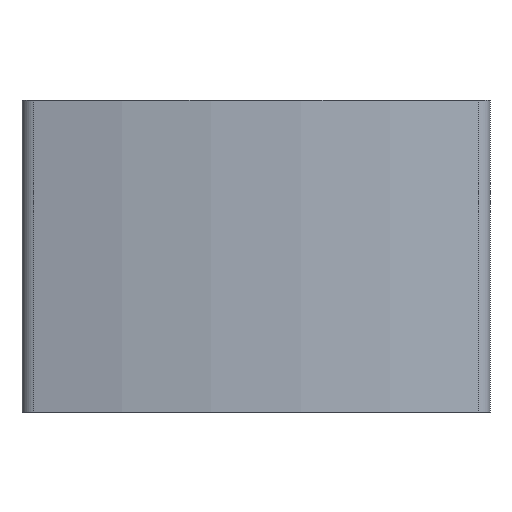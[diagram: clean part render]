
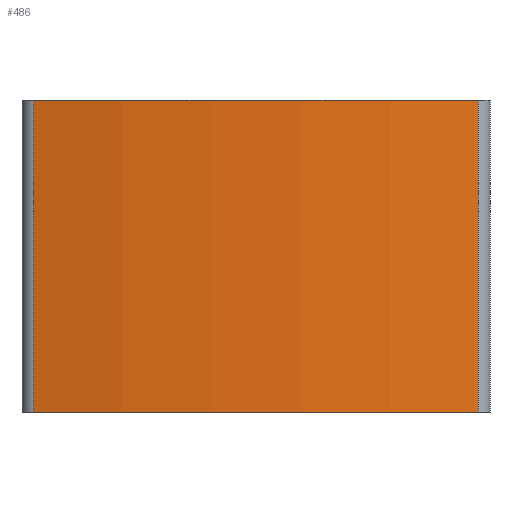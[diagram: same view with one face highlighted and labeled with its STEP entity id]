
A CAD part, front view. The second image highlights one B-rep face of the part: STEP entity #486.
In plain terms, the highlighted cylindrical face has radius 28.625 mm (diameter 57.25 mm), a partial arc.
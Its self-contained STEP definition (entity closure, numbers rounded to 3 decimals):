
#39=FACE_OUTER_BOUND('',#65,.T.);
#65=EDGE_LOOP('',(#402,#403,#404,#405));
#115=LINE('',#840,#161);
#117=LINE('',#843,#163);
#161=VECTOR('',#678,10.);
#163=VECTOR('',#682,10.);
#179=CIRCLE('',#525,28.625);
#194=CIRCLE('',#543,28.625);
#210=VERTEX_POINT('',#748);
#211=VERTEX_POINT('',#750);
#238=VERTEX_POINT('',#811);
#239=VERTEX_POINT('',#813);
#260=EDGE_CURVE('',#210,#211,#179,.T.);
#292=EDGE_CURVE('',#238,#239,#194,.T.);
#307=EDGE_CURVE('',#239,#210,#115,.T.);
#309=EDGE_CURVE('',#211,#238,#117,.T.);
#402=ORIENTED_EDGE('',*,*,#307,.F.);
#403=ORIENTED_EDGE('',*,*,#292,.F.);
#404=ORIENTED_EDGE('',*,*,#309,.F.);
#405=ORIENTED_EDGE('',*,*,#260,.F.);
#470=CYLINDRICAL_SURFACE('',#552,28.625);
#486=ADVANCED_FACE('',(#39),#470,.T.);
#525=AXIS2_PLACEMENT_3D('',#751,#596,#597);
#543=AXIS2_PLACEMENT_3D('',#814,#649,#650);
#552=AXIS2_PLACEMENT_3D('',#842,#680,#681);
#596=DIRECTION('center_axis',(0.,0.,-1.));
#597=DIRECTION('ref_axis',(-0.262,-0.965,0.));
#649=DIRECTION('center_axis',(0.,0.,1.));
#650=DIRECTION('ref_axis',(-0.262,-0.965,0.));
#678=DIRECTION('',(0.,0.,-1.));
#680=DIRECTION('center_axis',(0.,0.,1.));
#681=DIRECTION('ref_axis',(-0.262,-0.965,0.));
#682=DIRECTION('',(0.,0.,1.));
#748=CARTESIAN_POINT('',(7.124,7.137,-5.));
#750=CARTESIAN_POINT('',(-7.124,7.137,-5.));
#751=CARTESIAN_POINT('Origin',(0.,34.862,-5.));
#811=CARTESIAN_POINT('',(-7.124,7.137,5.));
#813=CARTESIAN_POINT('',(7.124,7.137,5.));
#814=CARTESIAN_POINT('Origin',(0.,34.862,5.));
#840=CARTESIAN_POINT('',(7.124,7.137,0.));
#842=CARTESIAN_POINT('Origin',(0.,34.862,0.));
#843=CARTESIAN_POINT('',(-7.124,7.137,0.));
